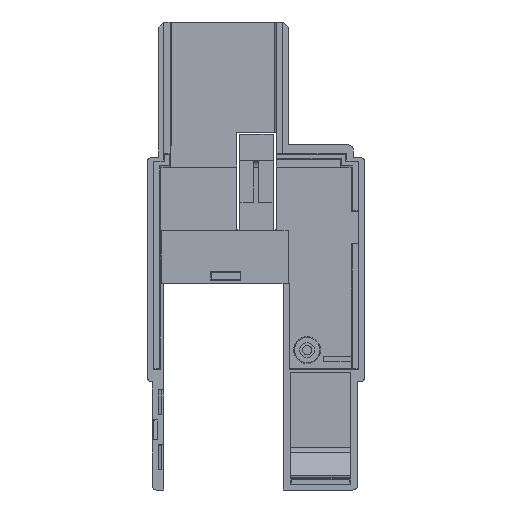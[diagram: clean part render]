
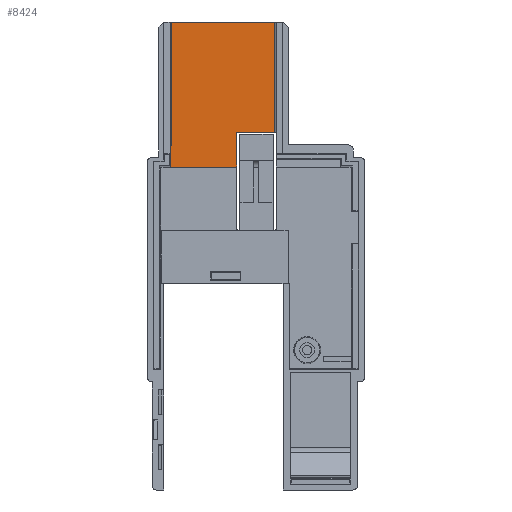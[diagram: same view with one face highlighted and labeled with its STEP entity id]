
A CAD part, top view. The second image highlights one B-rep face of the part: STEP entity #8424.
In plain terms, the highlighted planar face has unit normal (0, 0, 1).
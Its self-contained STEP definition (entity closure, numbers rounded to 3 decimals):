
#252=DIRECTION('',(-1.,0.,0.));
#253=VECTOR('',#252,20.6);
#254=CARTESIAN_POINT('',(25.45,71.7,-5.));
#255=LINE('',#254,#253);
#403=DIRECTION('',(0.,-1.,0.));
#404=VECTOR('',#403,24.675);
#405=CARTESIAN_POINT('',(4.85,71.7,-5.));
#406=LINE('',#405,#404);
#424=DIRECTION('',(1.,0.,0.));
#425=VECTOR('',#424,13.213);
#426=CARTESIAN_POINT('',(4.687,42.813,-5.));
#427=LINE('',#426,#425);
#2422=DIRECTION('',(-1.,0.,0.));
#2423=VECTOR('',#2422,7.55);
#2424=CARTESIAN_POINT('',(25.45,49.75,-5.));
#2425=LINE('',#2424,#2423);
#2426=DIRECTION('',(0.,1.,0.));
#2427=VECTOR('',#2426,6.937);
#2428=CARTESIAN_POINT('',(17.9,42.813,-5.));
#2429=LINE('',#2428,#2427);
#2430=DIRECTION('',(1.,0.,0.));
#2431=VECTOR('',#2430,0.163);
#2432=CARTESIAN_POINT('',(4.687,47.025,-5.));
#2433=LINE('',#2432,#2431);
#2434=DIRECTION('',(0.,-1.,0.));
#2435=VECTOR('',#2434,21.95);
#2436=CARTESIAN_POINT('',(25.45,71.7,-5.));
#2437=LINE('',#2436,#2435);
#2442=DIRECTION('',(0.,-1.,0.));
#2443=VECTOR('',#2442,4.213);
#2444=CARTESIAN_POINT('',(4.687,47.025,-5.));
#2445=LINE('',#2444,#2443);
#2450=CARTESIAN_POINT('',(4.85,47.025,-5.));
#4202=CARTESIAN_POINT('',(4.687,47.025,-5.));
#4203=CARTESIAN_POINT('',(4.687,42.813,-5.));
#4204=VERTEX_POINT('',#4202);
#4205=VERTEX_POINT('',#4203);
#4220=CARTESIAN_POINT('',(25.45,71.7,-5.));
#4222=VERTEX_POINT('',#4220);
#4224=CARTESIAN_POINT('',(4.85,71.7,-5.));
#4225=VERTEX_POINT('',#4224);
#4232=VERTEX_POINT('',#2450);
#4267=CARTESIAN_POINT('',(17.9,42.813,-5.));
#4269=VERTEX_POINT('',#4267);
#4272=CARTESIAN_POINT('',(25.45,49.75,-5.));
#4273=CARTESIAN_POINT('',(17.9,49.75,-5.));
#4274=VERTEX_POINT('',#4272);
#4275=VERTEX_POINT('',#4273);
#8406=CARTESIAN_POINT('',(21.705,23.6,-5.));
#8407=DIRECTION('',(0.,0.,1.));
#8408=DIRECTION('',(1.,0.,0.));
#8409=AXIS2_PLACEMENT_3D('',#8406,#8407,#8408);
#8410=PLANE('',#8409);
#8411=ORIENTED_EDGE('',*,*,#8399,.T.);
#8412=ORIENTED_EDGE('',*,*,#5667,.F.);
#8413=ORIENTED_EDGE('',*,*,#5652,.F.);
#8415=ORIENTED_EDGE('',*,*,#8414,.F.);
#8417=ORIENTED_EDGE('',*,*,#8416,.T.);
#8418=ORIENTED_EDGE('',*,*,#5626,.F.);
#8419=ORIENTED_EDGE('',*,*,#5410,.F.);
#8421=ORIENTED_EDGE('',*,*,#8420,.T.);
#8422=EDGE_LOOP('',(#8411,#8412,#8413,#8415,#8417,#8418,#8419,#8421));
#8423=FACE_OUTER_BOUND('',#8422,.F.);
#8424=ADVANCED_FACE('',(#8423),#8410,.T.);
#5410=EDGE_CURVE('',#4222,#4225,#255,.T.);
#5626=EDGE_CURVE('',#4225,#4232,#406,.T.);
#5652=EDGE_CURVE('',#4205,#4269,#427,.T.);
#5667=EDGE_CURVE('',#4269,#4275,#2429,.T.);
#8399=EDGE_CURVE('',#4274,#4275,#2425,.T.);
#8414=EDGE_CURVE('',#4204,#4205,#2445,.T.);
#8416=EDGE_CURVE('',#4204,#4232,#2433,.T.);
#8420=EDGE_CURVE('',#4222,#4274,#2437,.T.);
